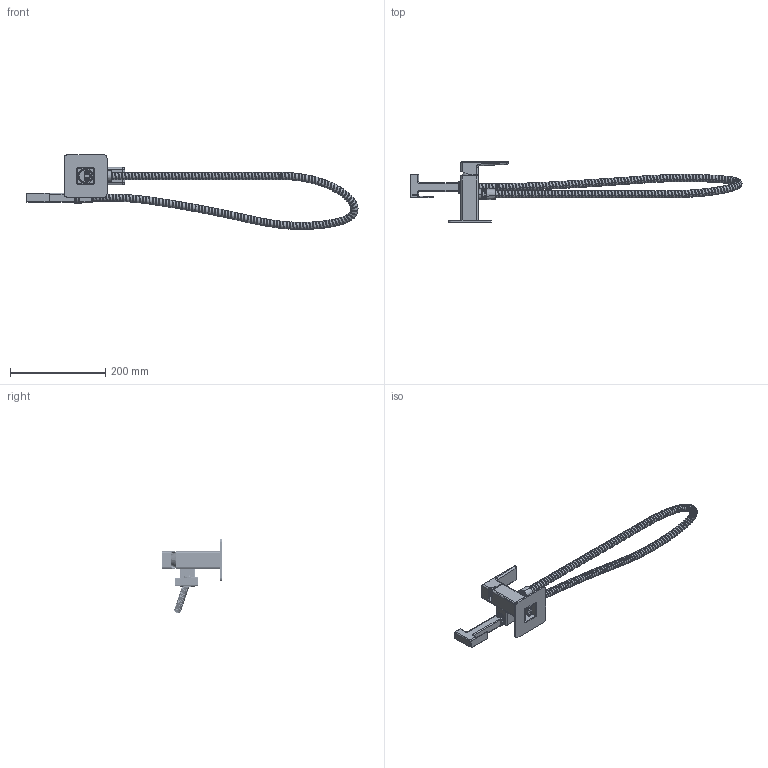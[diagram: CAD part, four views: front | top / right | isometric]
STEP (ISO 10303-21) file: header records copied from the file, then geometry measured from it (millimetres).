
FILE_DESCRIPTION((''),'2;1');
FILE_NAME('ELS6010-5021_ASM','2021-04-23T',('Administrator'),(''),'PRO/ENGINEER BY PARAMETRIC TECHNOLOGY CORPORATION, 2009280','PRO/ENGINEER BY PARAMETRIC TECHNOLOGY CORPORATION, 2009280','');
FILE_SCHEMA(('CONFIG_CONTROL_DESIGN'));
Length unit declared in the file: millimetre
Products named in the file (30): MANIFOLD_SOLID_BREP_645; MANIFOLD_SOLID_BREP_646; MANIFOLD_SOLID_BREP_647; MANIFOLD_SOLID_BREP_650; MANIFOLD_SOLID_BREP_651; MANIFOLD_SOLID_BREP_653; MANIFOLD_SOLID_BREP_655; MANIFOLD_SOLID_BREP_656; MANIFOLD_SOLID_BREP_657; MANIFOLD_SOLID_BREP_658; MANIFOLD_SOLID_BREP_659; MANIFOLD_SOLID_BREP_660; MANIFOLD_SOLID_BREP_665; MANIFOLD_SOLID_BREP_667; MANIFOLD_SOLID_BREP_668; MANIFOLD_SOLID_BREP_669; MANIFOLD_SOLID_BREP_671; MANIFOLD_SOLID_BREP_672; MANIFOLD_SOLID_BREP_673; ADMIB2644743NNQ6_ASM; MMMMMMMMMMMM; MANIFOLD_SOLID_BREP_661; MANIFOLD_SOLID_BREP_663; MANIFOLD_SOLID_BREP_662; KLKLKLKLKL; MANIFOLD_SOLID_BREP_649; 9941844C; SULIAOJIAN; CVBVCBVCBCV; ELS6010-5021_ASM
Assembly tree (29 placements, depth 3):
  ELS6010-5021_ASM
    ADMIB2644743NNQ6_ASM
      MANIFOLD_SOLID_BREP_645
      MANIFOLD_SOLID_BREP_646
      MANIFOLD_SOLID_BREP_647
      MANIFOLD_SOLID_BREP_650
      MANIFOLD_SOLID_BREP_651
      MANIFOLD_SOLID_BREP_653
      MANIFOLD_SOLID_BREP_655
      MANIFOLD_SOLID_BREP_656
      MANIFOLD_SOLID_BREP_657
      MANIFOLD_SOLID_BREP_658
      MANIFOLD_SOLID_BREP_659
      MANIFOLD_SOLID_BREP_660
      MANIFOLD_SOLID_BREP_665
      MANIFOLD_SOLID_BREP_667
      MANIFOLD_SOLID_BREP_668
      MANIFOLD_SOLID_BREP_669
      MANIFOLD_SOLID_BREP_671
      MANIFOLD_SOLID_BREP_672
      MANIFOLD_SOLID_BREP_673
    MMMMMMMMMMMM
    MANIFOLD_SOLID_BREP_661
    MANIFOLD_SOLID_BREP_663
    MANIFOLD_SOLID_BREP_662
    KLKLKLKLKL
    MANIFOLD_SOLID_BREP_649
    9941844C
    SULIAOJIAN
    CVBVCBVCBCV
Bounding box: 696.23 x 126.24 x 157.05 mm (x, y, z)
Volume: 411981 mm3; surface area: 188123.7 mm2
Topology: 28 solids, 28 shells, 1345 faces, 3662 edges, 2408 vertices
Faces by surface type: cylinder 520, bspline 349, plane 227, torus 141, cone 86, sphere 18, extrusion 4
Entity records: 164031 total; most frequent: CARTESIAN_POINT 132087, ORIENTED_EDGE 7316, DIRECTION 5661, EDGE_CURVE 3658, VERTEX_POINT 2408, AXIS2_PLACEMENT_3D 2334, EDGE_LOOP 1478, B_SPLINE_CURVE_WITH_KNOTS 1409
